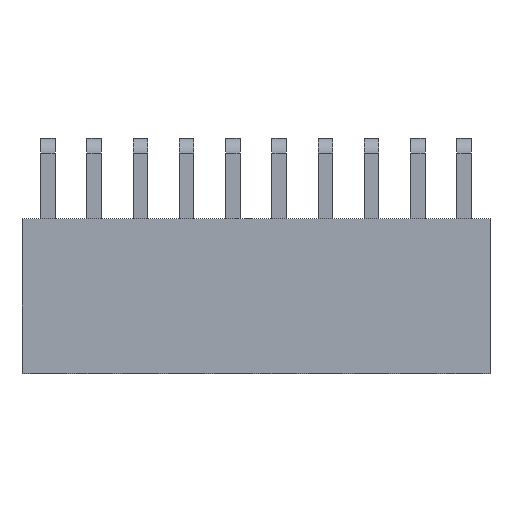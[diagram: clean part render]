
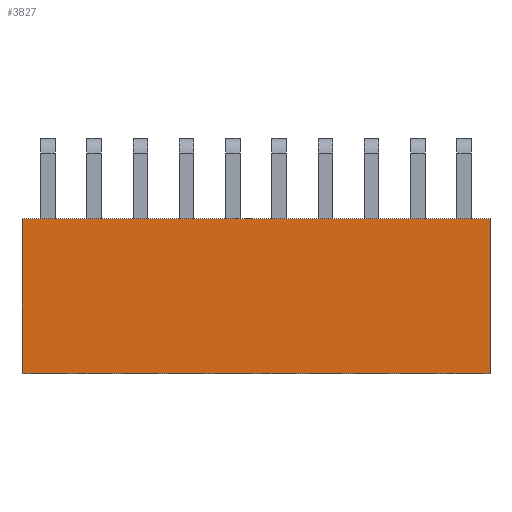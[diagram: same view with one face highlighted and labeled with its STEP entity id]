
A CAD part, top view. The second image highlights one B-rep face of the part: STEP entity #3827.
In plain terms, the highlighted planar face has unit normal (0, 0, 1).
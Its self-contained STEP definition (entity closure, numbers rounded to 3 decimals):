
#3827=ADVANCED_FACE('',(#7231),#7233,.T.);
#7231=FACE_BOUND('',#7232,.T.);
#7232=EDGE_LOOP('',(#10028,#10029,#10030,#10031));
#7233=PLANE('',#7234);
#7234=AXIS2_PLACEMENT_3D('',#7235,#7236,#7237);
#7235=CARTESIAN_POINT('',(24.28,-10.16,5.));
#7236=DIRECTION('',(0.,-0.,1.));
#7237=DIRECTION('',(0.,1.,0.));
#10028=ORIENTED_EDGE('',*,*,#11508,.T.);
#10029=ORIENTED_EDGE('',*,*,#11537,.T.);
#10030=ORIENTED_EDGE('',*,*,#11516,.F.);
#10031=ORIENTED_EDGE('',*,*,#11587,.F.);
#11508=EDGE_CURVE('',#13551,#13549,#13552,.T.);
#11516=EDGE_CURVE('',#13563,#13565,#13566,.T.);
#11537=EDGE_CURVE('',#13549,#13565,#13601,.T.);
#11587=EDGE_CURVE('',#13551,#13563,#13655,.T.);
#13549=VERTEX_POINT('',#17851);
#13551=VERTEX_POINT('',#17855);
#13552=LINE('',#17856,#17857);
#13563=VERTEX_POINT('',#17881);
#13565=VERTEX_POINT('',#17885);
#13566=LINE('',#17886,#17887);
#13601=LINE('',#17963,#17964);
#13655=LINE('',#18117,#18118);
#17851=CARTESIAN_POINT('',(24.28,-1.66,5.));
#17855=CARTESIAN_POINT('',(24.28,-10.16,5.));
#17856=CARTESIAN_POINT('',(24.28,-10.16,5.));
#17857=VECTOR('',#17858,1.);
#17858=DIRECTION('',(0.,1.,0.));
#17881=CARTESIAN_POINT('',(-1.42,-10.16,5.));
#17885=CARTESIAN_POINT('',(-1.42,-1.66,5.));
#17886=CARTESIAN_POINT('',(-1.42,-10.16,5.));
#17887=VECTOR('',#17888,1.);
#17888=DIRECTION('',(0.,1.,0.));
#17963=CARTESIAN_POINT('',(24.28,-1.66,5.));
#17964=VECTOR('',#17965,1.);
#17965=DIRECTION('',(-1.,0.,0.));
#18117=CARTESIAN_POINT('',(24.28,-10.16,5.));
#18118=VECTOR('',#18119,1.);
#18119=DIRECTION('',(-1.,0.,0.));
